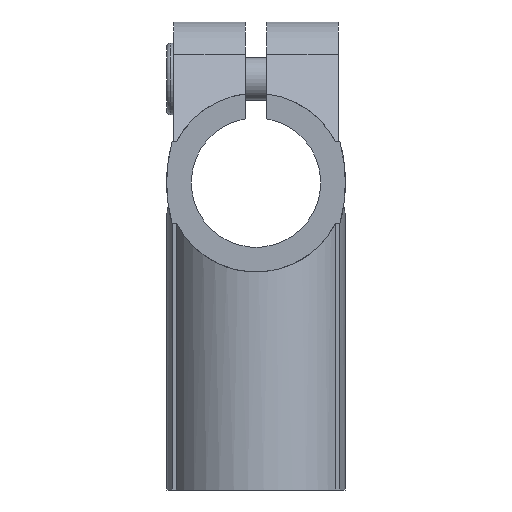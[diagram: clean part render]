
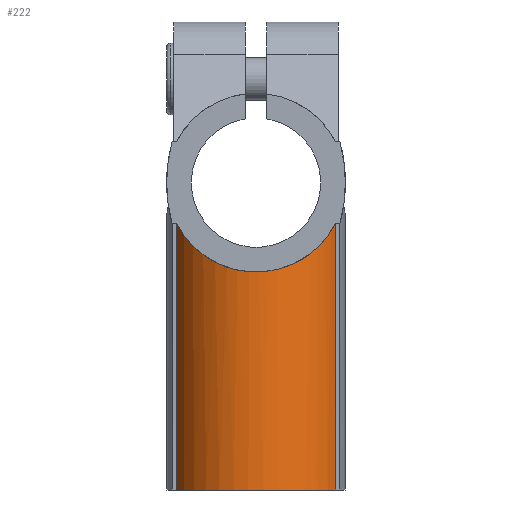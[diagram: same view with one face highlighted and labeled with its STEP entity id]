
A CAD part, front view. The second image highlights one B-rep face of the part: STEP entity #222.
In plain terms, the highlighted cylindrical face has radius 12.5 mm (diameter 25 mm), a partial arc.
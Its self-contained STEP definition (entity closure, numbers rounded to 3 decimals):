
#222 = ADVANCED_FACE( '', ( #540 ), #541, .T. );
#540 = FACE_OUTER_BOUND( '', #966, .T. );
#541 = CYLINDRICAL_SURFACE( '', #967, 12.5 );
#966 = EDGE_LOOP( '', ( #1581, #1582, #1583, #1584 ) );
#967 = AXIS2_PLACEMENT_3D( '', #1585, #1586, #1587 );
#1581 = ORIENTED_EDGE( '', *, *, #2565, .F. );
#1582 = ORIENTED_EDGE( '', *, *, #2566, .F. );
#1583 = ORIENTED_EDGE( '', *, *, #2508, .T. );
#1584 = ORIENTED_EDGE( '', *, *, #2567, .T. );
#1585 = CARTESIAN_POINT( '', ( 0., 0., -43. ) );
#1586 = DIRECTION( '', ( 0., 0., -1. ) );
#1587 = DIRECTION( '', ( 1., 0., 0. ) );
#2508 = EDGE_CURVE( '', #3035, #3033, #3036, .T. );
#2565 = EDGE_CURVE( '', #3097, #3121, #3122, .T. );
#2566 = EDGE_CURVE( '', #3035, #3097, #3123, .T. );
#2567 = EDGE_CURVE( '', #3033, #3121, #3124, .T. );
#3033 = VERTEX_POINT( '', #3866 );
#3035 = VERTEX_POINT( '', #3869 );
#3036 = CIRCLE( '', #3870, 12.5 );
#3097 = VERTEX_POINT( '', #3957 );
#3121 = VERTEX_POINT( '', #3994 );
#3122 = ELLIPSE( '', #3995, 17.678, 12.5 );
#3123 = LINE( '', #3996, #3997 );
#3124 = LINE( '', #3998, #3999 );
#3866 = CARTESIAN_POINT( '', ( 11.125, -5.7, -43. ) );
#3869 = CARTESIAN_POINT( '', ( -11.125, -5.7, -43. ) );
#3870 = AXIS2_PLACEMENT_3D( '', #4618, #4619, #4620 );
#3957 = CARTESIAN_POINT( '', ( -11.125, -5.7, -5.7 ) );
#3994 = CARTESIAN_POINT( '', ( 11.125, -5.7, -5.7 ) );
#3995 = AXIS2_PLACEMENT_3D( '', #4669, #4670, #4671 );
#3996 = CARTESIAN_POINT( '', ( -11.125, -5.7, -43. ) );
#3997 = VECTOR( '', #4672, 1000. );
#3998 = CARTESIAN_POINT( '', ( 11.125, -5.7, -43. ) );
#3999 = VECTOR( '', #4673, 1000. );
#4618 = CARTESIAN_POINT( '', ( 0., 0., -43. ) );
#4619 = DIRECTION( '', ( 0., 0., 1. ) );
#4620 = DIRECTION( '', ( 1., 0., 0. ) );
#4669 = CARTESIAN_POINT( '', ( 0., 0., 0. ) );
#4670 = DIRECTION( '', ( 0., -0.707, 0.707 ) );
#4671 = DIRECTION( '', ( 0., -0.707, -0.707 ) );
#4672 = DIRECTION( '', ( 0., 0., 1. ) );
#4673 = DIRECTION( '', ( 0., 0., 1. ) );
